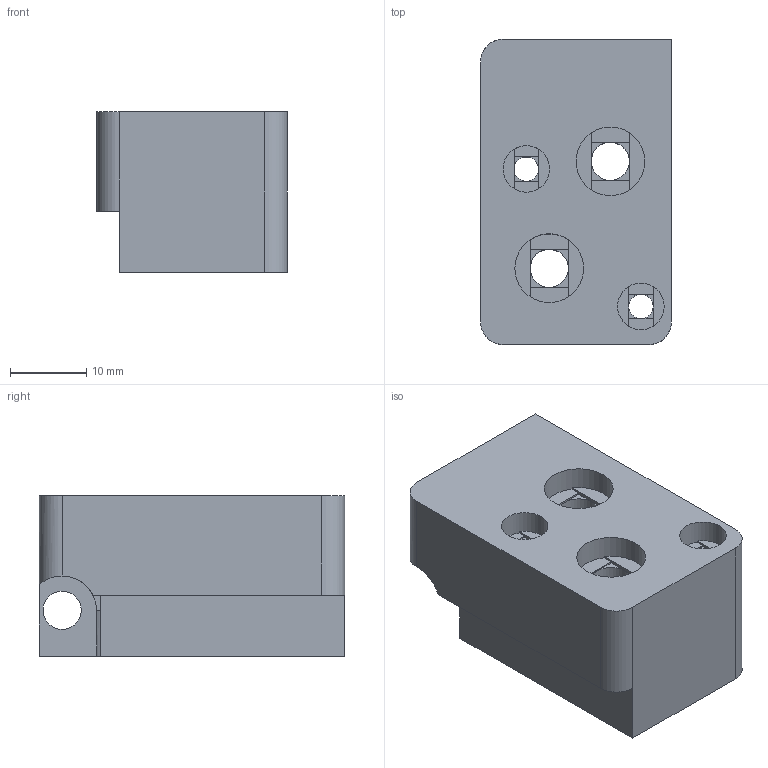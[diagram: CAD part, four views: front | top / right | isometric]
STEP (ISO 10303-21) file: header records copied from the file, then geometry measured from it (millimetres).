
FILE_DESCRIPTION(('FreeCAD Model'),'2;1');
FILE_NAME('Open CASCADE Shape Model','2025-09-07T15:13:25',(''),(''), 'Open CASCADE STEP processor 7.9','FreeCAD','Unknown');
FILE_SCHEMA(('AUTOMOTIVE_DESIGN { 1 0 10303 214 1 1 1 1 }'));
Length unit declared in the file: millimetre
Products named in the file (1): XYLeft1
Bounding box: 25 x 40 x 21 mm (x, y, z)
Volume: 15337.6 mm3; surface area: 5952.1 mm2
Topology: 1 solids, 1 shells, 82 faces, 236 edges, 156 vertices
Faces by surface type: plane 67, cylinder 15
Full cylindrical faces by diameter (mm): 3.2 x2, 5 x3, 6.1 x2, 9 x2
Entity records: 2778 total; most frequent: CARTESIAN_POINT 516, DIRECTION 474, ORIENTED_EDGE 472, EDGE_CURVE 236, AXIS2_PLACEMENT_3D 160, VERTEX_POINT 156, LINE 154, VECTOR 154
